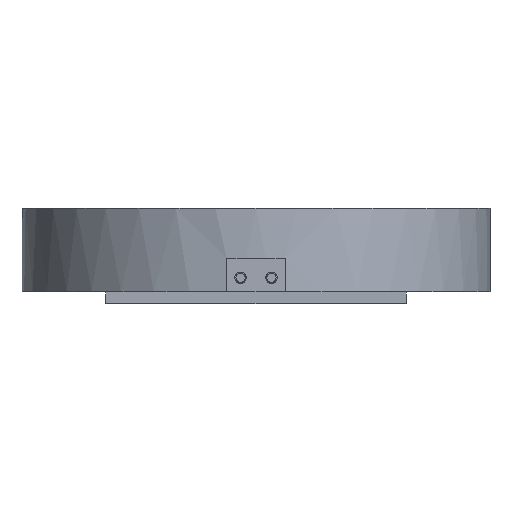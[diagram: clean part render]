
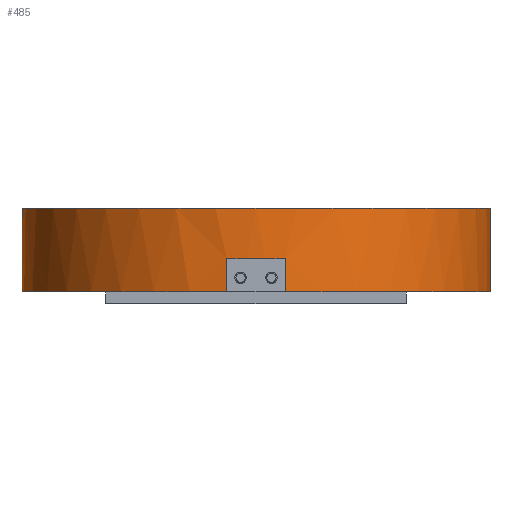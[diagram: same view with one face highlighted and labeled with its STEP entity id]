
A CAD part, front view. The second image highlights one B-rep face of the part: STEP entity #485.
In plain terms, the highlighted cylindrical face has radius 7 mm (diameter 14 mm), a full revolution.
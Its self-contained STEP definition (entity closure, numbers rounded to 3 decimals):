
#104=VECTOR('',#570,1.);
#112=VECTOR('',#583,1.);
#114=VECTOR('',#591,1.);
#115=VECTOR('',#594,1.);
#138=LINE('',#661,#104);
#146=LINE('',#680,#112);
#148=LINE('',#688,#114);
#149=LINE('',#692,#115);
#201=VERTEX_POINT('',#662);
#202=VERTEX_POINT('',#663);
#205=VERTEX_POINT('',#671);
#208=VERTEX_POINT('',#681);
#209=VERTEX_POINT('',#685);
#210=VERTEX_POINT('',#687);
#211=VERTEX_POINT('',#689);
#212=VERTEX_POINT('',#691);
#213=VERTEX_POINT('',#693);
#238=CIRCLE('',#518,7.);
#239=CIRCLE('',#522,7.);
#240=CIRCLE('',#523,7.);
#241=CIRCLE('',#524,7.);
#252=EDGE_CURVE('',#201,#202,#138,.T.);
#256=EDGE_CURVE('',#202,#205,#238,.T.);
#261=EDGE_CURVE('',#205,#208,#146,.T.);
#263=EDGE_CURVE('',#209,#209,#239,.T.);
#264=EDGE_CURVE('',#208,#210,#240,.T.);
#265=EDGE_CURVE('',#210,#211,#148,.T.);
#266=EDGE_CURVE('',#211,#212,#241,.T.);
#267=EDGE_CURVE('',#212,#213,#149,.T.);
#268=EDGE_CURVE('',#213,#201,#240,.T.);
#327=ORIENTED_EDGE('',*,*,#263,.T.);
#328=ORIENTED_EDGE('',*,*,#252,.T.);
#329=ORIENTED_EDGE('',*,*,#256,.T.);
#330=ORIENTED_EDGE('',*,*,#261,.T.);
#331=ORIENTED_EDGE('',*,*,#264,.T.);
#332=ORIENTED_EDGE('',*,*,#265,.T.);
#333=ORIENTED_EDGE('',*,*,#266,.T.);
#334=ORIENTED_EDGE('',*,*,#267,.T.);
#335=ORIENTED_EDGE('',*,*,#268,.T.);
#417=EDGE_LOOP('',(#327));
#418=EDGE_LOOP('',(#328,#329,#330,#331,#332,#333,#334,#335));
#455=FACE_BOUND('',#417,.T.);
#456=FACE_BOUND('',#418,.T.);
#485=ADVANCED_FACE('',(#455,#456),#752,.T.);
#518=AXIS2_PLACEMENT_3D('',#670,#575,#576);
#521=AXIS2_PLACEMENT_3D('',#683,#585,#586);
#522=AXIS2_PLACEMENT_3D('',#684,#587,#588);
#523=AXIS2_PLACEMENT_3D('',#686,#589,#590);
#524=AXIS2_PLACEMENT_3D('',#690,#592,#593);
#570=DIRECTION('',(0.,0.,1.));
#575=DIRECTION('',(0.,0.,1.));
#576=DIRECTION('',(7.,0.,0.));
#583=DIRECTION('',(0.,0.,-1.));
#585=DIRECTION('',(0.,0.,1.));
#586=DIRECTION('',(7.,0.,0.));
#587=DIRECTION('',(0.,0.,-1.));
#588=DIRECTION('',(7.,0.,0.));
#589=DIRECTION('',(0.,0.,1.));
#590=DIRECTION('',(7.,0.,0.));
#591=DIRECTION('',(0.,0.,1.));
#592=DIRECTION('',(0.,0.,1.));
#593=DIRECTION('',(7.,0.,0.));
#594=DIRECTION('',(0.,0.,-1.));
#661=CARTESIAN_POINT('',(-0.875,-6.945,0.5));
#662=CARTESIAN_POINT('',(-0.875,-6.945,0.));
#663=CARTESIAN_POINT('',(-0.875,-6.945,1.));
#670=CARTESIAN_POINT('',(0.,0.,1.));
#671=CARTESIAN_POINT('',(0.875,-6.945,1.));
#680=CARTESIAN_POINT('',(0.875,-6.945,0.5));
#681=CARTESIAN_POINT('',(0.875,-6.945,0.));
#683=CARTESIAN_POINT('',(0.,0.,0.));
#684=CARTESIAN_POINT('',(0.,0.,2.5));
#685=CARTESIAN_POINT('',(7.,0.,2.5));
#686=CARTESIAN_POINT('',(0.,0.,0.));
#687=CARTESIAN_POINT('',(-4.391,5.452,0.));
#688=CARTESIAN_POINT('',(-4.391,5.452,0.5));
#689=CARTESIAN_POINT('',(-4.391,5.452,1.));
#690=CARTESIAN_POINT('',(0.,0.,1.));
#691=CARTESIAN_POINT('',(-5.452,4.391,1.));
#692=CARTESIAN_POINT('',(-5.452,4.391,0.5));
#693=CARTESIAN_POINT('',(-5.452,4.391,0.));
#752=CYLINDRICAL_SURFACE('',#521,7.);
